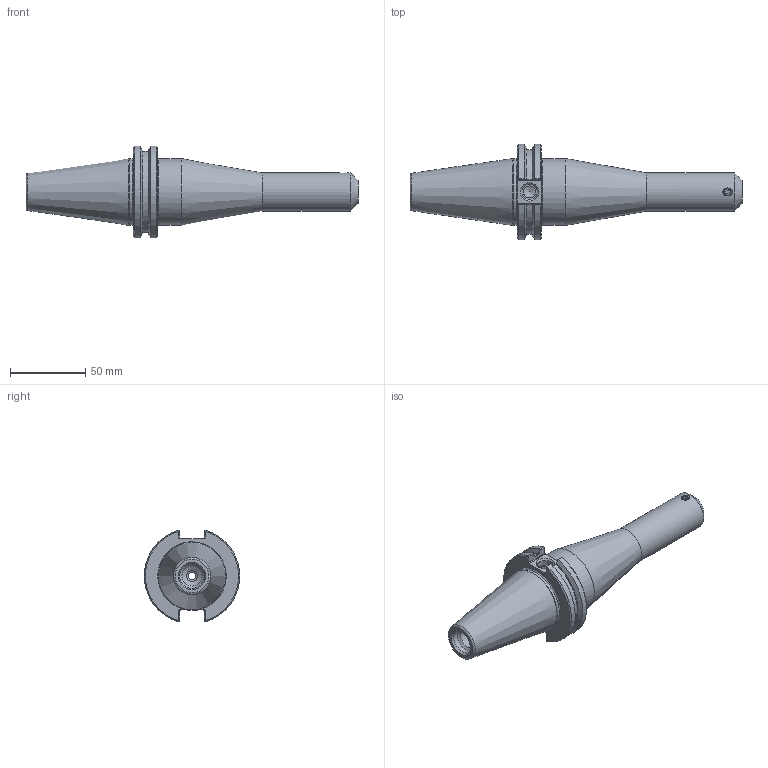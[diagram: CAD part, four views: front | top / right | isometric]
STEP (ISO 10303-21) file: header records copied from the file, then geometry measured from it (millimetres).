
FILE_DESCRIPTION((''),'2;1');
FILE_NAME('C40-18EM6.iam.stp','2014-07-07T09:43:00',(''),(''),'Autodesk Inventor 2012','Autodesk Inventor 2012','');
FILE_SCHEMA(('AUTOMOTIVE_DESIGN { 1 0 10303 214 1 1 1 1 }'));
Length unit declared in the file: inch
Products named in the file (3): C40-18EM6; C40-18EM6-1; 029-014
Assembly tree (2 placements, depth 2):
  C40-18EM6
    C40-18EM6-1
    029-014
Bounding box: 220.65 x 63.26 x 61.11 mm (x, y, z)
Volume: 202310.3 mm3; surface area: 35829.8 mm2
Topology: 2 solids, 2 shells, 102 faces, 264 edges, 168 vertices
Faces by surface type: plane 40, cylinder 29, cone 22, bspline 8, torus 3
Full cylindrical faces by diameter (mm): 4.366 x1, 4.763 x1, 4.826 x1, 7.112 x1, 8 x1, 10.135 x1, 13.386 x1, 16.459 x1, 25.4 x1, 43.942 x1, 44.45 x1
Entity records: 4124 total; most frequent: CARTESIAN_POINT 1709, ORIENTED_EDGE 456, DIRECTION 434, EDGE_CURVE 228, AXIS2_PLACEMENT_3D 167, VERTEX_POINT 160, EDGE_LOOP 136, FACE_OUTER_BOUND 102
